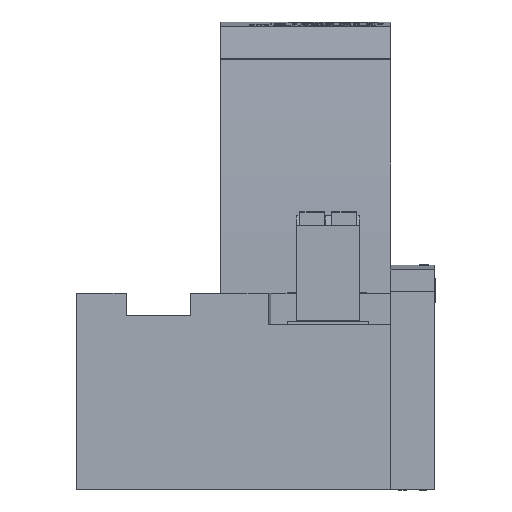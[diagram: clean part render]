
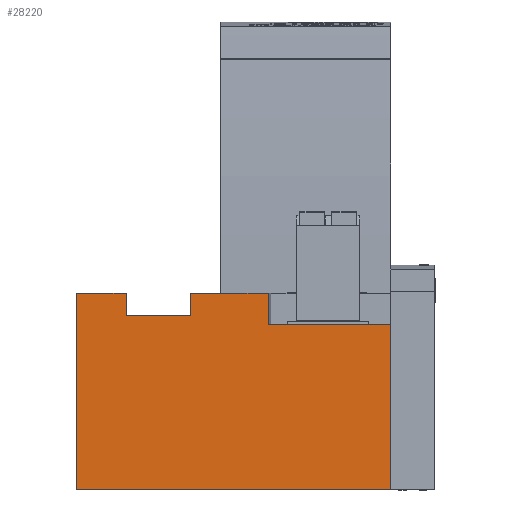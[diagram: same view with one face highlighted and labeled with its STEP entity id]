
A CAD part, front view. The second image highlights one B-rep face of the part: STEP entity #28220.
In plain terms, the highlighted planar face has unit normal (0, -1, 0).
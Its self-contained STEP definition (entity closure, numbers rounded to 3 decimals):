
#24591=FACE_OUTER_BOUND('',#35929,.T.);
#28220=ADVANCED_FACE('',(#24591),#32018,.T.);
#32018=PLANE('',#89337);
#35929=EDGE_LOOP('',(#40344,#40345,#40346,#40347,#40348,#40349,#40350,#40351,
#40352,#40353));
#40344=ORIENTED_EDGE('',*,*,#65231,.F.);
#40345=ORIENTED_EDGE('',*,*,#65261,.F.);
#40346=ORIENTED_EDGE('',*,*,#65249,.F.);
#40347=ORIENTED_EDGE('',*,*,#65262,.F.);
#40348=ORIENTED_EDGE('',*,*,#65259,.F.);
#40349=ORIENTED_EDGE('',*,*,#65263,.F.);
#40350=ORIENTED_EDGE('',*,*,#65264,.F.);
#40351=ORIENTED_EDGE('',*,*,#65265,.T.);
#40352=ORIENTED_EDGE('',*,*,#65043,.T.);
#40353=ORIENTED_EDGE('',*,*,#65266,.F.);
#58913=VERTEX_POINT('',#108124);
#58914=VERTEX_POINT('',#108126);
#59066=VERTEX_POINT('',#108501);
#59067=VERTEX_POINT('',#108502);
#59084=VERTEX_POINT('',#108537);
#59085=VERTEX_POINT('',#108539);
#59088=VERTEX_POINT('',#108546);
#59094=VERTEX_POINT('',#108558);
#59096=VERTEX_POINT('',#108566);
#59097=VERTEX_POINT('',#108568);
#65043=EDGE_CURVE('',#58914,#58913,#74450,.T.);
#65231=EDGE_CURVE('',#59066,#59067,#74626,.T.);
#65249=EDGE_CURVE('',#59084,#59085,#74644,.T.);
#65259=EDGE_CURVE('',#59094,#59088,#74653,.T.);
#65261=EDGE_CURVE('',#59085,#59066,#74654,.T.);
#65262=EDGE_CURVE('',#59088,#59084,#74655,.T.);
#65263=EDGE_CURVE('',#59096,#59094,#74656,.T.);
#65264=EDGE_CURVE('',#59097,#59096,#74657,.T.);
#65265=EDGE_CURVE('',#59097,#58914,#74658,.T.);
#65266=EDGE_CURVE('',#59067,#58913,#74659,.T.);
#74450=LINE('',#108125,#81616);
#74626=LINE('',#108500,#81792);
#74644=LINE('',#108538,#81810);
#74653=LINE('',#108559,#81819);
#74654=LINE('',#108563,#81820);
#74655=LINE('',#108564,#81821);
#74656=LINE('',#108565,#81822);
#74657=LINE('',#108567,#81823);
#74658=LINE('',#108569,#81824);
#74659=LINE('',#108570,#81825);
#81616=VECTOR('',#93019,1.);
#81792=VECTOR('',#93289,1.);
#81810=VECTOR('',#93309,1.);
#81819=VECTOR('',#93322,1.);
#81820=VECTOR('',#93327,1.);
#81821=VECTOR('',#93328,1.);
#81822=VECTOR('',#93329,1.);
#81823=VECTOR('',#93330,1.);
#81824=VECTOR('',#93331,1.);
#81825=VECTOR('',#93332,1.);
#89337=AXIS2_PLACEMENT_3D('',#108571,#93333,#93334);
#93019=DIRECTION('',(1.,0.,0.));
#93289=DIRECTION('',(1.,0.,0.));
#93309=DIRECTION('',(1.,0.,0.));
#93322=DIRECTION('',(1.,0.,0.));
#93327=DIRECTION('',(0.,0.,-1.));
#93328=DIRECTION('',(0.,0.,1.));
#93329=DIRECTION('',(0.,0.,-1.));
#93330=DIRECTION('',(1.,0.,0.));
#93331=DIRECTION('',(0.,0.,-1.));
#93332=DIRECTION('',(0.,0.,-1.));
#93333=DIRECTION('',(0.,-1.,0.));
#93334=DIRECTION('',(0.,0.,-1.));
#108124=CARTESIAN_POINT('',(10.,-76.6,-7.));
#108125=CARTESIAN_POINT('',(-40.,-76.6,-7.));
#108126=CARTESIAN_POINT('',(-40.,-76.6,-7.));
#108500=CARTESIAN_POINT('',(-9.5,-76.6,19.3));
#108501=CARTESIAN_POINT('',(-9.5,-76.6,19.3));
#108502=CARTESIAN_POINT('',(10.,-76.6,19.3));
#108537=CARTESIAN_POINT('',(-21.903,-76.6,24.3));
#108538=CARTESIAN_POINT('',(-21.903,-76.6,24.3));
#108539=CARTESIAN_POINT('',(-9.5,-76.6,24.3));
#108546=CARTESIAN_POINT('',(-21.903,-76.6,20.8));
#108558=CARTESIAN_POINT('',(-32.103,-76.6,20.8));
#108559=CARTESIAN_POINT('',(-32.103,-76.6,20.8));
#108563=CARTESIAN_POINT('',(-9.5,-76.6,36.));
#108564=CARTESIAN_POINT('',(-21.903,-76.6,20.8));
#108565=CARTESIAN_POINT('',(-32.103,-76.6,24.3));
#108566=CARTESIAN_POINT('',(-32.103,-76.6,24.3));
#108567=CARTESIAN_POINT('',(-40.,-76.6,24.3));
#108568=CARTESIAN_POINT('',(-40.,-76.6,24.3));
#108569=CARTESIAN_POINT('',(-40.,-76.6,24.9));
#108570=CARTESIAN_POINT('',(10.,-76.6,24.9));
#108571=CARTESIAN_POINT('',(-40.,-76.6,24.9));
